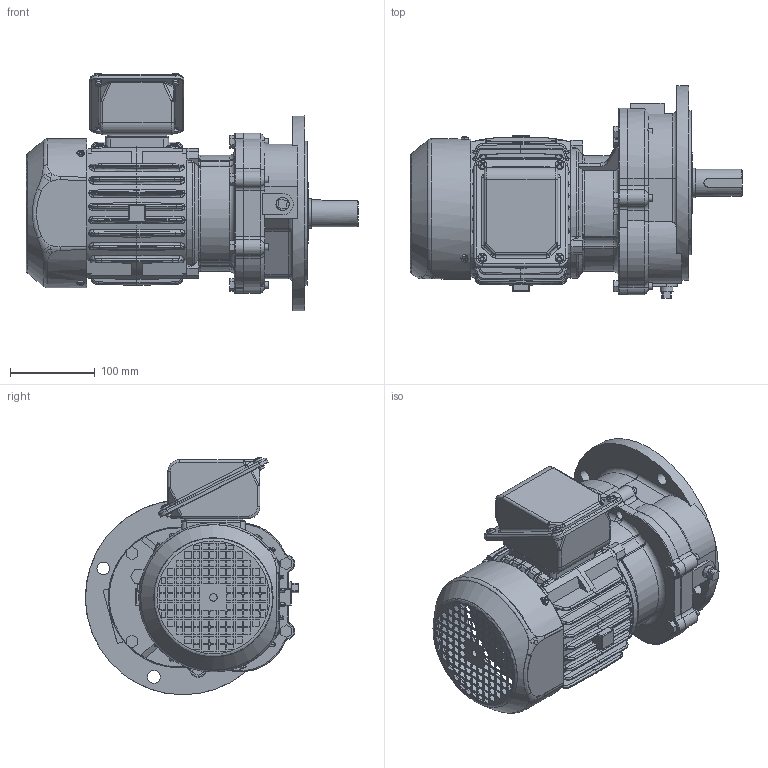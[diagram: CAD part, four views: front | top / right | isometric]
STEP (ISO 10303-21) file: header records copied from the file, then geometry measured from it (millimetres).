
FILE_DESCRIPTION (( 'STEP AP214' ), '1' );
FILE_NAME ('EK2DO07771H0001_F1VM13_0.75KW_R5_CUSTOMER.stp', '2022-07-04T05:07:36', ( 'Windows 餌辨濠' ), ( '' ), 'SwSTEP 2.0', 'SolidWorks 2021', '' );
FILE_SCHEMA (( 'AUTOMOTIVE_DESIGN' ));
Length unit declared in the file: millimetre
Products named in the file (1): EK2DO07771H0001_F1VM13_0.75KW_R5_CUSTOMER
Bounding box: 392 x 251.5 x 280.48 mm (x, y, z)
Volume: 6590434.3 mm3; surface area: 678208.8 mm2
Topology: 24 solids, 28 shells, 2934 faces, 7634 edges, 4780 vertices
Faces by surface type: cylinder 1137, plane 1129, bspline 471, cone 83, torus 80, sphere 34
Full cylindrical faces by diameter (mm): 2 x1, 2.7 x2, 4.917 x8, 5 x3, 6 x8, 6.647 x12, 6.8 x6, 7 x8, 8 x10, 9 x10, 10 x4, 10.5 x4, 11 x1, 15 x4, 20 x1, 23 x1, 24 x1, 28 x2, 30 x2, 32 x2, 35 x3, 40 x1, 45 x1, 55.001 x1, 62 x1, 72 x2, 147 x2, 150 x1, 170 x1, 230 x1
Entity records: 140224 total; most frequent: CARTESIAN_POINT 39757, ORIENTED_EDGE 14806, DIRECTION 13252, EDGE_CURVE 7403, AXIS2_PLACEMENT_3D 4816, VERTEX_POINT 4718, LINE 3620, VECTOR 3620
